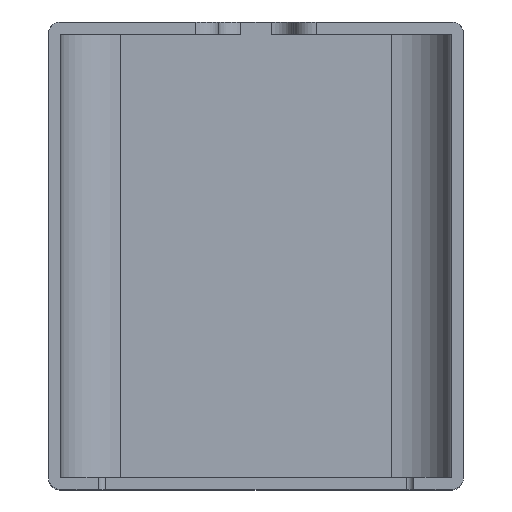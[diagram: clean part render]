
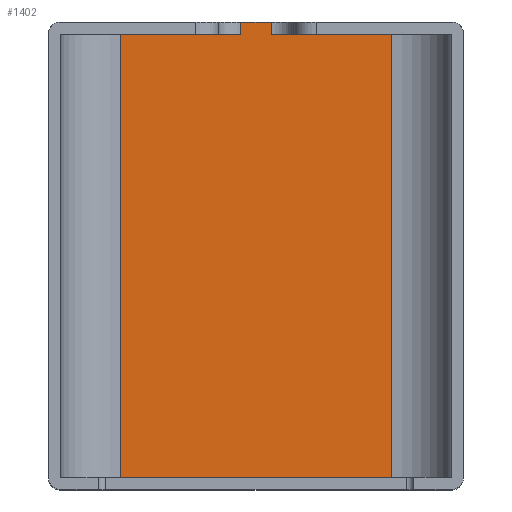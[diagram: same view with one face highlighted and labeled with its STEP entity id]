
A CAD part, top view. The second image highlights one B-rep face of the part: STEP entity #1402.
In plain terms, the highlighted planar face has unit normal (0, 0, 1).
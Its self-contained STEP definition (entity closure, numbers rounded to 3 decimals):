
#32 = PLANE('',#33);
#33 = AXIS2_PLACEMENT_3D('',#34,#35,#36);
#34 = CARTESIAN_POINT('',(-26.,31.1,0.));
#35 = DIRECTION('',(0.,1.,0.));
#36 = DIRECTION('',(0.,0.,1.));
#170 = VERTEX_POINT('',#171);
#171 = CARTESIAN_POINT('',(-2.,31.1,0.));
#186 = CYLINDRICAL_SURFACE('',#187,3.);
#187 = AXIS2_PLACEMENT_3D('',#188,#189,#190);
#188 = CARTESIAN_POINT('',(-2.,31.1,3.));
#189 = DIRECTION('',(0.,1.,0.));
#190 = DIRECTION('',(-1.,0.,0.));
#198 = EDGE_CURVE('',#199,#170,#201,.T.);
#199 = VERTEX_POINT('',#200);
#200 = CARTESIAN_POINT('',(2.,31.1,0.));
#201 = SURFACE_CURVE('',#202,(#206,#213),.PCURVE_S1.);
#202 = LINE('',#203,#204);
#203 = CARTESIAN_POINT('',(2.,31.1,0.));
#204 = VECTOR('',#205,1.);
#205 = DIRECTION('',(-1.,0.,0.));
#206 = PCURVE('',#32,#207);
#207 = DEFINITIONAL_REPRESENTATION('',(#208),#212);
#208 = LINE('',#209,#210);
#209 = CARTESIAN_POINT('',(0.,28.));
#210 = VECTOR('',#211,1.);
#211 = DIRECTION('',(0.,-1.));
#212 = ( GEOMETRIC_REPRESENTATION_CONTEXT(2) 
PARAMETRIC_REPRESENTATION_CONTEXT() REPRESENTATION_CONTEXT('2D SPACE',''
  ) );
#213 = PCURVE('',#214,#219);
#214 = PLANE('',#215);
#215 = AXIS2_PLACEMENT_3D('',#216,#217,#218);
#216 = CARTESIAN_POINT('',(0.,0.535,0.));
#217 = DIRECTION('',(0.,0.,1.));
#218 = DIRECTION('',(1.,0.,0.));
#219 = DEFINITIONAL_REPRESENTATION('',(#220),#224);
#220 = LINE('',#221,#222);
#221 = CARTESIAN_POINT('',(2.,30.565));
#222 = VECTOR('',#223,1.);
#223 = DIRECTION('',(-1.,0.));
#224 = ( GEOMETRIC_REPRESENTATION_CONTEXT(2) 
PARAMETRIC_REPRESENTATION_CONTEXT() REPRESENTATION_CONTEXT('2D SPACE',''
  ) );
#243 = CYLINDRICAL_SURFACE('',#244,3.);
#244 = AXIS2_PLACEMENT_3D('',#245,#246,#247);
#245 = CARTESIAN_POINT('',(2.,31.1,3.));
#246 = DIRECTION('',(0.,1.,0.));
#247 = DIRECTION('',(-1.,0.,0.));
#809 = PLANE('',#810);
#810 = AXIS2_PLACEMENT_3D('',#811,#812,#813);
#811 = CARTESIAN_POINT('',(-26.,-29.5,0.));
#812 = DIRECTION('',(0.,1.,0.));
#813 = DIRECTION('',(0.,0.,1.));
#865 = PLANE('',#866);
#866 = AXIS2_PLACEMENT_3D('',#867,#868,#869);
#867 = CARTESIAN_POINT('',(-26.,29.5,0.));
#868 = DIRECTION('',(0.,1.,0.));
#869 = DIRECTION('',(0.,0.,1.));
#1044 = PLANE('',#1045);
#1045 = AXIS2_PLACEMENT_3D('',#1046,#1047,#1048);
#1046 = CARTESIAN_POINT('',(-26.,29.5,0.));
#1047 = DIRECTION('',(0.,1.,0.));
#1048 = DIRECTION('',(0.,0.,1.));
#1307 = EDGE_CURVE('',#170,#1308,#1310,.T.);
#1308 = VERTEX_POINT('',#1309);
#1309 = CARTESIAN_POINT('',(-2.,29.5,0.));
#1310 = SURFACE_CURVE('',#1311,(#1315,#1322),.PCURVE_S1.);
#1311 = LINE('',#1312,#1313);
#1312 = CARTESIAN_POINT('',(-2.,31.1,0.));
#1313 = VECTOR('',#1314,1.);
#1314 = DIRECTION('',(0.,-1.,0.));
#1315 = PCURVE('',#186,#1316);
#1316 = DEFINITIONAL_REPRESENTATION('',(#1317),#1321);
#1317 = LINE('',#1318,#1319);
#1318 = CARTESIAN_POINT('',(4.712,0.));
#1319 = VECTOR('',#1320,1.);
#1320 = DIRECTION('',(0.,-1.));
#1321 = ( GEOMETRIC_REPRESENTATION_CONTEXT(2) 
PARAMETRIC_REPRESENTATION_CONTEXT() REPRESENTATION_CONTEXT('2D SPACE',''
  ) );
#1322 = PCURVE('',#214,#1323);
#1323 = DEFINITIONAL_REPRESENTATION('',(#1324),#1328);
#1324 = LINE('',#1325,#1326);
#1325 = CARTESIAN_POINT('',(-2.,30.565));
#1326 = VECTOR('',#1327,1.);
#1327 = DIRECTION('',(0.,-1.));
#1328 = ( GEOMETRIC_REPRESENTATION_CONTEXT(2) 
PARAMETRIC_REPRESENTATION_CONTEXT() REPRESENTATION_CONTEXT('2D SPACE',''
  ) );
#1359 = VERTEX_POINT('',#1360);
#1360 = CARTESIAN_POINT('',(2.,29.5,0.));
#1382 = EDGE_CURVE('',#199,#1359,#1383,.T.);
#1383 = SURFACE_CURVE('',#1384,(#1388,#1395),.PCURVE_S1.);
#1384 = LINE('',#1385,#1386);
#1385 = CARTESIAN_POINT('',(2.,31.1,0.));
#1386 = VECTOR('',#1387,1.);
#1387 = DIRECTION('',(0.,-1.,0.));
#1388 = PCURVE('',#243,#1389);
#1389 = DEFINITIONAL_REPRESENTATION('',(#1390),#1394);
#1390 = LINE('',#1391,#1392);
#1391 = CARTESIAN_POINT('',(4.712,0.));
#1392 = VECTOR('',#1393,1.);
#1393 = DIRECTION('',(0.,-1.));
#1394 = ( GEOMETRIC_REPRESENTATION_CONTEXT(2) 
PARAMETRIC_REPRESENTATION_CONTEXT() REPRESENTATION_CONTEXT('2D SPACE',''
  ) );
#1395 = PCURVE('',#214,#1396);
#1396 = DEFINITIONAL_REPRESENTATION('',(#1397),#1401);
#1397 = LINE('',#1398,#1399);
#1398 = CARTESIAN_POINT('',(2.,30.565));
#1399 = VECTOR('',#1400,1.);
#1400 = DIRECTION('',(0.,-1.));
#1401 = ( GEOMETRIC_REPRESENTATION_CONTEXT(2) 
PARAMETRIC_REPRESENTATION_CONTEXT() REPRESENTATION_CONTEXT('2D SPACE',''
  ) );
#1402 = ADVANCED_FACE('',(#1403),#214,.T.);
#1403 = FACE_BOUND('',#1404,.T.);
#1404 = EDGE_LOOP('',(#1405,#1428,#1456,#1479,#1507,#1528,#1529,#1530));
#1405 = ORIENTED_EDGE('',*,*,#1406,.F.);
#1406 = EDGE_CURVE('',#1407,#1308,#1409,.T.);
#1407 = VERTEX_POINT('',#1408);
#1408 = CARTESIAN_POINT('',(-18.,29.5,0.));
#1409 = SURFACE_CURVE('',#1410,(#1414,#1421),.PCURVE_S1.);
#1410 = LINE('',#1411,#1412);
#1411 = CARTESIAN_POINT('',(-26.,29.5,0.));
#1412 = VECTOR('',#1413,1.);
#1413 = DIRECTION('',(1.,0.,0.));
#1414 = PCURVE('',#214,#1415);
#1415 = DEFINITIONAL_REPRESENTATION('',(#1416),#1420);
#1416 = LINE('',#1417,#1418);
#1417 = CARTESIAN_POINT('',(-26.,28.965));
#1418 = VECTOR('',#1419,1.);
#1419 = DIRECTION('',(1.,0.));
#1420 = ( GEOMETRIC_REPRESENTATION_CONTEXT(2) 
PARAMETRIC_REPRESENTATION_CONTEXT() REPRESENTATION_CONTEXT('2D SPACE',''
  ) );
#1421 = PCURVE('',#865,#1422);
#1422 = DEFINITIONAL_REPRESENTATION('',(#1423),#1427);
#1423 = LINE('',#1424,#1425);
#1424 = CARTESIAN_POINT('',(0.,0.));
#1425 = VECTOR('',#1426,1.);
#1426 = DIRECTION('',(0.,1.));
#1427 = ( GEOMETRIC_REPRESENTATION_CONTEXT(2) 
PARAMETRIC_REPRESENTATION_CONTEXT() REPRESENTATION_CONTEXT('2D SPACE',''
  ) );
#1428 = ORIENTED_EDGE('',*,*,#1429,.F.);
#1429 = EDGE_CURVE('',#1430,#1407,#1432,.T.);
#1430 = VERTEX_POINT('',#1431);
#1431 = CARTESIAN_POINT('',(-18.,-29.5,0.));
#1432 = SURFACE_CURVE('',#1433,(#1437,#1444),.PCURVE_S1.);
#1433 = LINE('',#1434,#1435);
#1434 = CARTESIAN_POINT('',(-18.,-29.5,0.));
#1435 = VECTOR('',#1436,1.);
#1436 = DIRECTION('',(0.,1.,0.));
#1437 = PCURVE('',#214,#1438);
#1438 = DEFINITIONAL_REPRESENTATION('',(#1439),#1443);
#1439 = LINE('',#1440,#1441);
#1440 = CARTESIAN_POINT('',(-18.,-30.035));
#1441 = VECTOR('',#1442,1.);
#1442 = DIRECTION('',(0.,1.));
#1443 = ( GEOMETRIC_REPRESENTATION_CONTEXT(2) 
PARAMETRIC_REPRESENTATION_CONTEXT() REPRESENTATION_CONTEXT('2D SPACE',''
  ) );
#1444 = PCURVE('',#1445,#1450);
#1445 = CYLINDRICAL_SURFACE('',#1446,8.);
#1446 = AXIS2_PLACEMENT_3D('',#1447,#1448,#1449);
#1447 = CARTESIAN_POINT('',(-18.,-29.5,8.));
#1448 = DIRECTION('',(0.,1.,0.));
#1449 = DIRECTION('',(0.,0.,-1.));
#1450 = DEFINITIONAL_REPRESENTATION('',(#1451),#1455);
#1451 = LINE('',#1452,#1453);
#1452 = CARTESIAN_POINT('',(0.,0.));
#1453 = VECTOR('',#1454,1.);
#1454 = DIRECTION('',(0.,1.));
#1455 = ( GEOMETRIC_REPRESENTATION_CONTEXT(2) 
PARAMETRIC_REPRESENTATION_CONTEXT() REPRESENTATION_CONTEXT('2D SPACE',''
  ) );
#1456 = ORIENTED_EDGE('',*,*,#1457,.T.);
#1457 = EDGE_CURVE('',#1430,#1458,#1460,.T.);
#1458 = VERTEX_POINT('',#1459);
#1459 = CARTESIAN_POINT('',(18.,-29.5,0.));
#1460 = SURFACE_CURVE('',#1461,(#1465,#1472),.PCURVE_S1.);
#1461 = LINE('',#1462,#1463);
#1462 = CARTESIAN_POINT('',(-26.,-29.5,0.));
#1463 = VECTOR('',#1464,1.);
#1464 = DIRECTION('',(1.,0.,0.));
#1465 = PCURVE('',#214,#1466);
#1466 = DEFINITIONAL_REPRESENTATION('',(#1467),#1471);
#1467 = LINE('',#1468,#1469);
#1468 = CARTESIAN_POINT('',(-26.,-30.035));
#1469 = VECTOR('',#1470,1.);
#1470 = DIRECTION('',(1.,0.));
#1471 = ( GEOMETRIC_REPRESENTATION_CONTEXT(2) 
PARAMETRIC_REPRESENTATION_CONTEXT() REPRESENTATION_CONTEXT('2D SPACE',''
  ) );
#1472 = PCURVE('',#809,#1473);
#1473 = DEFINITIONAL_REPRESENTATION('',(#1474),#1478);
#1474 = LINE('',#1475,#1476);
#1475 = CARTESIAN_POINT('',(0.,0.));
#1476 = VECTOR('',#1477,1.);
#1477 = DIRECTION('',(0.,1.));
#1478 = ( GEOMETRIC_REPRESENTATION_CONTEXT(2) 
PARAMETRIC_REPRESENTATION_CONTEXT() REPRESENTATION_CONTEXT('2D SPACE',''
  ) );
#1479 = ORIENTED_EDGE('',*,*,#1480,.T.);
#1480 = EDGE_CURVE('',#1458,#1481,#1483,.T.);
#1481 = VERTEX_POINT('',#1482);
#1482 = CARTESIAN_POINT('',(18.,29.5,0.));
#1483 = SURFACE_CURVE('',#1484,(#1488,#1495),.PCURVE_S1.);
#1484 = LINE('',#1485,#1486);
#1485 = CARTESIAN_POINT('',(18.,-29.5,0.));
#1486 = VECTOR('',#1487,1.);
#1487 = DIRECTION('',(0.,1.,0.));
#1488 = PCURVE('',#214,#1489);
#1489 = DEFINITIONAL_REPRESENTATION('',(#1490),#1494);
#1490 = LINE('',#1491,#1492);
#1491 = CARTESIAN_POINT('',(18.,-30.035));
#1492 = VECTOR('',#1493,1.);
#1493 = DIRECTION('',(0.,1.));
#1494 = ( GEOMETRIC_REPRESENTATION_CONTEXT(2) 
PARAMETRIC_REPRESENTATION_CONTEXT() REPRESENTATION_CONTEXT('2D SPACE',''
  ) );
#1495 = PCURVE('',#1496,#1501);
#1496 = CYLINDRICAL_SURFACE('',#1497,8.);
#1497 = AXIS2_PLACEMENT_3D('',#1498,#1499,#1500);
#1498 = CARTESIAN_POINT('',(18.,-29.5,8.));
#1499 = DIRECTION('',(0.,1.,0.));
#1500 = DIRECTION('',(1.,0.,0.));
#1501 = DEFINITIONAL_REPRESENTATION('',(#1502),#1506);
#1502 = LINE('',#1503,#1504);
#1503 = CARTESIAN_POINT('',(1.571,0.));
#1504 = VECTOR('',#1505,1.);
#1505 = DIRECTION('',(0.,1.));
#1506 = ( GEOMETRIC_REPRESENTATION_CONTEXT(2) 
PARAMETRIC_REPRESENTATION_CONTEXT() REPRESENTATION_CONTEXT('2D SPACE',''
  ) );
#1507 = ORIENTED_EDGE('',*,*,#1508,.F.);
#1508 = EDGE_CURVE('',#1359,#1481,#1509,.T.);
#1509 = SURFACE_CURVE('',#1510,(#1514,#1521),.PCURVE_S1.);
#1510 = LINE('',#1511,#1512);
#1511 = CARTESIAN_POINT('',(-26.,29.5,0.));
#1512 = VECTOR('',#1513,1.);
#1513 = DIRECTION('',(1.,0.,0.));
#1514 = PCURVE('',#214,#1515);
#1515 = DEFINITIONAL_REPRESENTATION('',(#1516),#1520);
#1516 = LINE('',#1517,#1518);
#1517 = CARTESIAN_POINT('',(-26.,28.965));
#1518 = VECTOR('',#1519,1.);
#1519 = DIRECTION('',(1.,0.));
#1520 = ( GEOMETRIC_REPRESENTATION_CONTEXT(2) 
PARAMETRIC_REPRESENTATION_CONTEXT() REPRESENTATION_CONTEXT('2D SPACE',''
  ) );
#1521 = PCURVE('',#1044,#1522);
#1522 = DEFINITIONAL_REPRESENTATION('',(#1523),#1527);
#1523 = LINE('',#1524,#1525);
#1524 = CARTESIAN_POINT('',(0.,0.));
#1525 = VECTOR('',#1526,1.);
#1526 = DIRECTION('',(0.,1.));
#1527 = ( GEOMETRIC_REPRESENTATION_CONTEXT(2) 
PARAMETRIC_REPRESENTATION_CONTEXT() REPRESENTATION_CONTEXT('2D SPACE',''
  ) );
#1528 = ORIENTED_EDGE('',*,*,#1382,.F.);
#1529 = ORIENTED_EDGE('',*,*,#198,.T.);
#1530 = ORIENTED_EDGE('',*,*,#1307,.T.);
